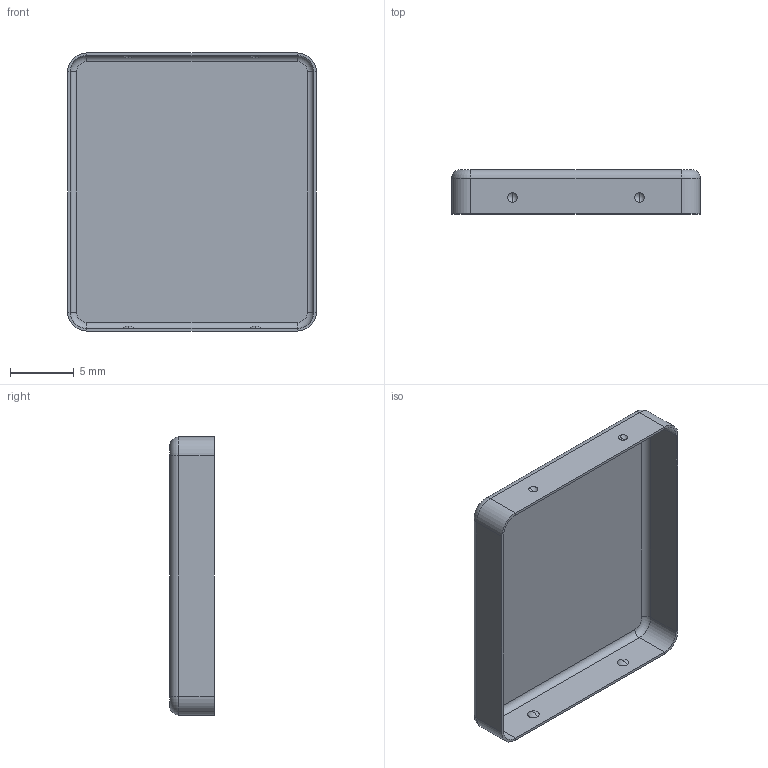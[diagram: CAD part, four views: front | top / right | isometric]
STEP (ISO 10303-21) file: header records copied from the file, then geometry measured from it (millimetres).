
FILE_DESCRIPTION (( 'STEP AP203' ), '1' );
FILE_NAME ('MS215-10C.step', '2021-06-29T10:45:33', ( '' ), ( '' ), 'SwSTEP 2.0', 'SolidWorks 2021', '' );
FILE_SCHEMA (( 'CONFIG_CONTROL_DESIGN' ));
Length unit declared in the file: millimetre
Products named in the file (1): MS215-10C
Bounding box: 19.6 x 3.5 x 21.9 mm (x, y, z)
Volume: 134.1 mm3; surface area: 1356.7 mm2
Topology: 1 solids, 1 shells, 58 faces, 120 edges, 72 vertices
Faces by surface type: plane 18, sphere 16, cylinder 16, torus 8
Entity records: 1621 total; most frequent: DIRECTION 310, CARTESIAN_POINT 251, ORIENTED_EDGE 240, AXIS2_PLACEMENT_3D 131, EDGE_CURVE 120, VERTEX_POINT 72, CIRCLE 72, EDGE_LOOP 66
